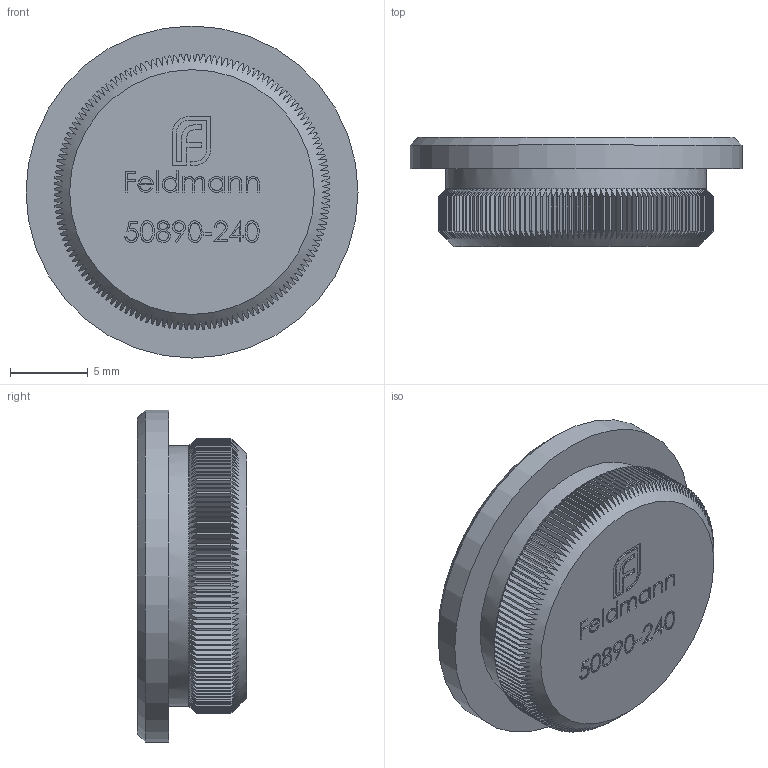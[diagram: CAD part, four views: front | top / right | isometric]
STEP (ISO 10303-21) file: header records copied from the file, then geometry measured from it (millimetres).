
FILE_DESCRIPTION (( 'STEP AP203' ), '1' );
FILE_NAME ('50890-240.step', '2021-11-15T09:34:32', ( '' ), ( '' ), 'SwSTEP 2.0', 'SolidWorks 2018', '' );
FILE_SCHEMA (( 'CONFIG_CONTROL_DESIGN' ));
Length unit declared in the file: millimetre
Products named in the file (2): 50890-240
Bounding box: 21.3 x 7 x 21.3 mm (x, y, z)
Volume: 1839.6 mm3; surface area: 1418.5 mm2
Topology: 1 solids, 1 shells, 878 faces, 2241 edges, 1394 vertices
Faces by surface type: plane 439, cylinder 152, cone 152, bspline 135
Full cylindrical faces by diameter (mm): 16.7 x1, 21.3 x1
Entity records: 33886 total; most frequent: CARTESIAN_POINT 14408, ORIENTED_EDGE 4468, DIRECTION 3309, EDGE_CURVE 2234, VERTEX_POINT 1391, AXIS2_PLACEMENT_3D 1200, EDGE_LOOP 911, VECTOR 909
